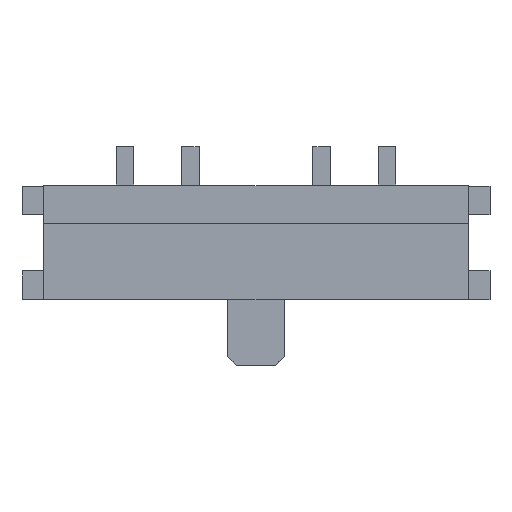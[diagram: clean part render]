
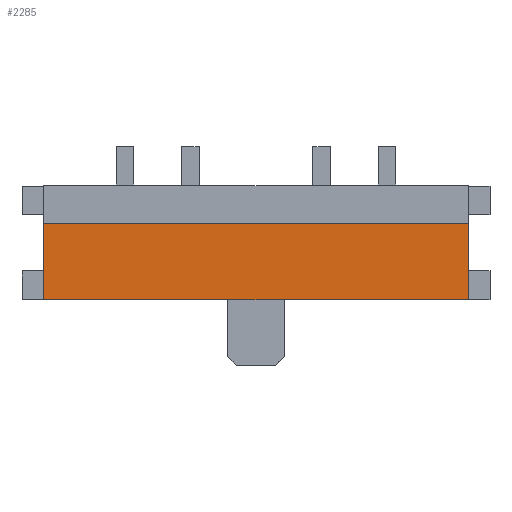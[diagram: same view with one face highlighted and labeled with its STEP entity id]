
A CAD part, top view. The second image highlights one B-rep face of the part: STEP entity #2285.
In plain terms, the highlighted planar face has unit normal (0, 0, 1).
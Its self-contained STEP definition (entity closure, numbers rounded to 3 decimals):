
#131=FACE_OUTER_BOUND($,#263,.T.);
#263=EDGE_LOOP($,(#1892,#1893,#1894,#1895));
#513=LINE($,#3496,#819);
#517=LINE($,#3503,#823);
#525=LINE($,#3519,#831);
#545=LINE($,#3557,#851);
#819=VECTOR($,#2854,1.74);
#823=VECTOR($,#2860,9.7);
#831=VECTOR($,#2872,9.7);
#851=VECTOR($,#2906,1.74);
#1059=VERTEX_POINT($,#3494);
#1060=VERTEX_POINT($,#3495);
#1062=VERTEX_POINT($,#3502);
#1067=VERTEX_POINT($,#3516);
#1335=EDGE_CURVE($,#1059,#1060,#513,.T.);
#1339=EDGE_CURVE($,#1059,#1062,#517,.T.);
#1347=EDGE_CURVE($,#1067,#1060,#525,.T.);
#1367=EDGE_CURVE($,#1062,#1067,#545,.T.);
#1892=ORIENTED_EDGE($,*,*,#1367,.F.);
#1893=ORIENTED_EDGE($,*,*,#1339,.F.);
#1894=ORIENTED_EDGE($,*,*,#1335,.T.);
#1895=ORIENTED_EDGE($,*,*,#1347,.F.);
#2157=PLANE($,#2444);
#2285=ADVANCED_FACE($,(#131),#2157,.T.);
#2444=AXIS2_PLACEMENT_3D($,#3556,#2904,#2905);
#2854=DIRECTION($,(0.,1.,0.));
#2860=DIRECTION($,(-1.,0.,0.));
#2872=DIRECTION($,(1.,0.,0.));
#2904=DIRECTION('center_axis',(0.,0.,1.));
#2905=DIRECTION('ref_axis',(0.,-1.,0.));
#2906=DIRECTION($,(0.,1.,0.));
#3494=CARTESIAN_POINT('',(4.85,-1.3,1.4));
#3495=CARTESIAN_POINT('',(4.85,0.44,1.4));
#3496=CARTESIAN_POINT($,(4.85,-0.44,1.4));
#3502=CARTESIAN_POINT('',(-4.85,-1.3,1.4));
#3503=CARTESIAN_POINT($,(4.85,-1.3,1.4));
#3516=CARTESIAN_POINT('',(-4.85,0.44,1.4));
#3519=CARTESIAN_POINT($,(-4.85,0.44,1.4));
#3556=CARTESIAN_POINT('Origin',(-4.85,0.44,1.4));
#3557=CARTESIAN_POINT($,(-4.85,-0.44,1.4));
